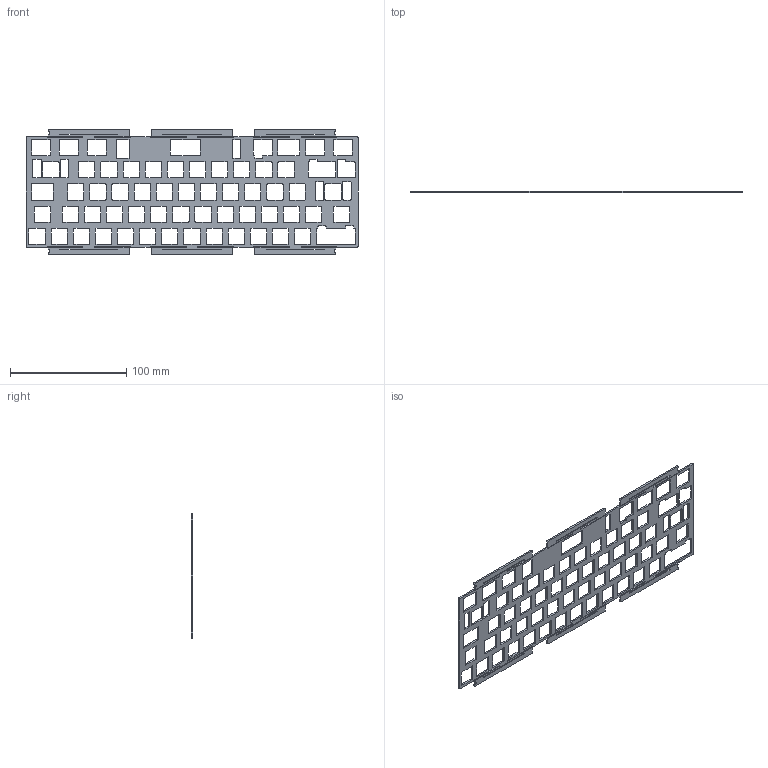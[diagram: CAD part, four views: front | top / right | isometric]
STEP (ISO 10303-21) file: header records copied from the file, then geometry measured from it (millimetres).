
FILE_DESCRIPTION(/* description */ (''),/* implementation_level */ '2;1');
FILE_NAME(/* name */ 'Plate-Leaf (0.5mm).step',/* time_stamp */ '2019-12-02T15:03:44-05:00',/* author */ (''),/* organization */ (''),/* preprocessor_version */ 'ST-DEVELOPER v18',/* originating_system */ 'Autodesk Translation Framework v8.12.0.6',/* authorisation */ '');
FILE_SCHEMA (('AUTOMOTIVE_DESIGN { 1 0 10303 214 3 1 1 }'));
Length unit declared in the file: millimetre
Products named in the file (1): Plate-Leaf (0.5mm)
Bounding box: 285.75 x 1.5 x 108.25 mm (x, y, z)
Volume: 23336.8 mm3; surface area: 40146.6 mm2
Topology: 1 solids, 1 shells, 781 faces, 2337 edges, 1558 vertices
Faces by surface type: plane 396, cylinder 385
Entity records: 26819 total; most frequent: CARTESIAN_POINT 4677, ORIENTED_EDGE 4674, DIRECTION 4671, EDGE_CURVE 2337, LINE 1567, VECTOR 1567, VERTEX_POINT 1558, AXIS2_PLACEMENT_3D 1552
